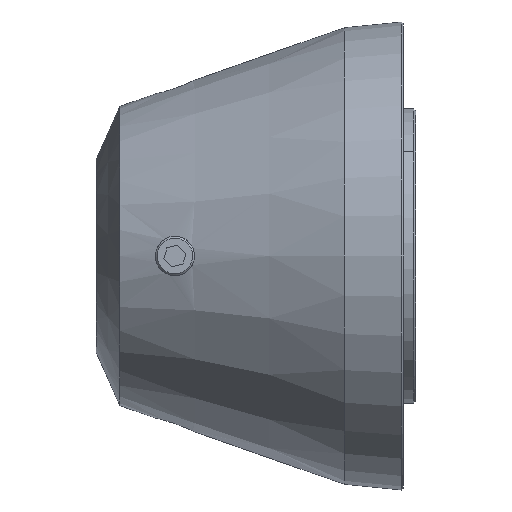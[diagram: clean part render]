
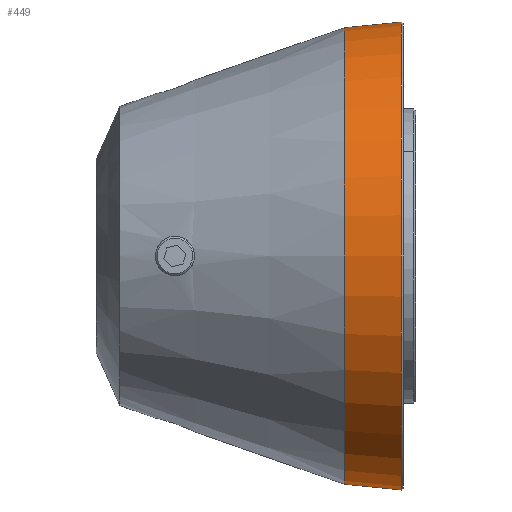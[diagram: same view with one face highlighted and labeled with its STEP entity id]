
A CAD part, front view. The second image highlights one B-rep face of the part: STEP entity #449.
In plain terms, the highlighted conical face has half-angle 5.711 degrees and reference radius 59.5 mm.
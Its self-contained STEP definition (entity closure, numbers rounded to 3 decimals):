
#219 = FACE_OUTER_BOUND ( 'NONE', #871, .T. ) ;
#449 = ADVANCED_FACE ( 'NONE', ( #219 ), #5570, .T. ) ;
#503 = DIRECTION ( 'NONE',  ( 0., 0., 1. ) ) ;
#535 = CIRCLE ( 'NONE', #5028, 59.455 ) ;
#724 = CARTESIAN_POINT ( 'NONE',  ( -21.355, 26.086, 19.273 ) ) ;
#765 = VECTOR ( 'NONE', #2873, 1000. ) ;
#871 = EDGE_LOOP ( 'NONE', ( #5353, #5153, #4996, #4987 ) ) ;
#996 = DIRECTION ( 'NONE',  ( -1., 0., 0. ) ) ;
#1386 = DIRECTION ( 'NONE',  ( 0.995, 0., 0.1 ) ) ;
#1432 = VECTOR ( 'NONE', #1386, 1000. ) ;
#2113 = CARTESIAN_POINT ( 'NONE',  ( -21.355, 26.086, 77.273 ) ) ;
#2346 = EDGE_CURVE ( 'NONE', #2409, #3438, #535, .T. ) ;
#2409 = VERTEX_POINT ( 'NONE', #5654 ) ;
#2428 = CIRCLE ( 'NONE', #5356, 58. ) ;
#2586 = EDGE_CURVE ( 'NONE', #3178, #2409, #3342, .T. ) ;
#2873 = DIRECTION ( 'NONE',  ( 0.995, 0., -0.1 ) ) ;
#3178 = VERTEX_POINT ( 'NONE', #5057 ) ;
#3342 = LINE ( 'NONE', #5607, #765 ) ;
#3373 = DIRECTION ( 'NONE',  ( 0., 0., 1. ) ) ;
#3438 = VERTEX_POINT ( 'NONE', #4688 ) ;
#3729 = VERTEX_POINT ( 'NONE', #2113 ) ;
#3971 = LINE ( 'NONE', #5669, #1432 ) ;
#4571 = EDGE_CURVE ( 'NONE', #3178, #3729, #2428, .T. ) ;
#4688 = CARTESIAN_POINT ( 'NONE',  ( -6.809, 26.086, 78.727 ) ) ;
#4987 = ORIENTED_EDGE ( 'NONE', *, *, #2346, .T. ) ;
#4996 = ORIENTED_EDGE ( 'NONE', *, *, #2586, .T. ) ;
#5028 = AXIS2_PLACEMENT_3D ( 'NONE', #5453, #996, #3373 ) ;
#5057 = CARTESIAN_POINT ( 'NONE',  ( -21.355, 26.086, -38.727 ) ) ;
#5153 = ORIENTED_EDGE ( 'NONE', *, *, #4571, .F. ) ;
#5273 = CARTESIAN_POINT ( 'NONE',  ( -6.355, 26.086, 19.273 ) ) ;
#5315 = DIRECTION ( 'NONE',  ( 0., 0., -1. ) ) ;
#5353 = ORIENTED_EDGE ( 'NONE', *, *, #5620, .F. ) ;
#5356 = AXIS2_PLACEMENT_3D ( 'NONE', #724, #5752, #503 ) ;
#5396 = DIRECTION ( 'NONE',  ( 1., 0., 0. ) ) ;
#5453 = CARTESIAN_POINT ( 'NONE',  ( -6.809, 26.086, 19.273 ) ) ;
#5517 = AXIS2_PLACEMENT_3D ( 'NONE', #5273, #5396, #5315 ) ;
#5570 = CONICAL_SURFACE ( 'NONE', #5517, 59.5, 0.1 ) ;
#5607 = CARTESIAN_POINT ( 'NONE',  ( -6.355, 26.086, -40.227 ) ) ;
#5620 = EDGE_CURVE ( 'NONE', #3729, #3438, #3971, .T. ) ;
#5654 = CARTESIAN_POINT ( 'NONE',  ( -6.809, 26.086, -40.182 ) ) ;
#5669 = CARTESIAN_POINT ( 'NONE',  ( -6.355, 26.086, 78.773 ) ) ;
#5752 = DIRECTION ( 'NONE',  ( -1., 0., 0. ) ) ;
